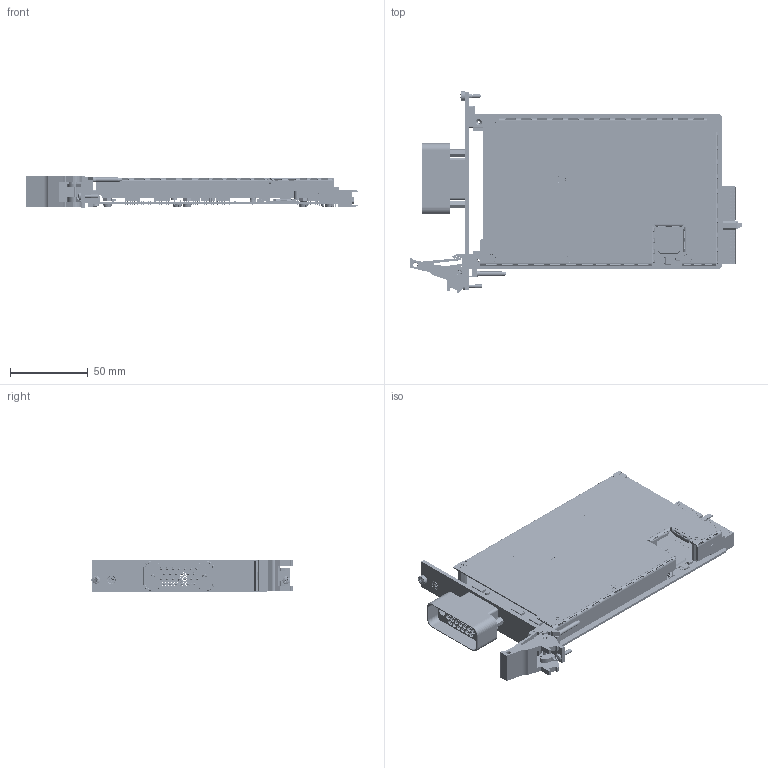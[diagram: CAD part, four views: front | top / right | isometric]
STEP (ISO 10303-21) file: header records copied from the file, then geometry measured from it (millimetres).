
FILE_DESCRIPTION (( 'STEP AP214' ), '1' );
FILE_NAME ('40-729-512-L PXI 8x4 RF Matrix 50 Ohm Multiway with Y Loop Thru.STEP', '2013-09-05T10:38:39', ( 'admin' ), ( '' ), 'SwSTEP 2.0', 'SolidWorks 2012', '' );
FILE_SCHEMA (( 'AUTOMOTIVE_DESIGN' ));
Length unit declared in the file: millimetre
Products named in the file (1): 40-729-512-L PXI 8x4 RF Matrix 50 Ohm Multiway with Y Loop Thru
Bounding box: 214.01 x 129.67 x 20 mm (x, y, z)
Surface area: 123504.1 mm2 (no closed solid volume)
Topology: 0 solids, 1131 shells, 4499 faces, 15462 edges, 11512 vertices
Faces by surface type: plane 2503, cylinder 1779, bspline 109, torus 54, cone 48, sphere 6
Full cylindrical faces by diameter (mm): 0.278 x3, 0.5 x630, 0.6 x110, 0.8 x6, 0.899 x92, 0.902 x1, 0.903 x12, 0.905 x13, 0.937 x25, 0.948 x71, 0.984 x21, 0.996 x4, 1.016 x173, 1.04 x2, 1.047 x190, 1.3 x20, 1.496 x2, 1.501 x7, 1.524 x6, 1.8 x10, 2 x5, 2.05 x1, 2.26 x26, 2.5 x3, 2.7 x1, 2.8 x1, 3 x3, 3.12 x52, 3.4 x1, 3.665 x1
Entity records: 217130 total; most frequent: CARTESIAN_POINT 43944, DIRECTION 25151, ORIENTED_EDGE 19077, EDGE_CURVE 13121, VERTEX_POINT 10753, AXIS2_PLACEMENT_3D 8617, LINE 7917, VECTOR 7917
